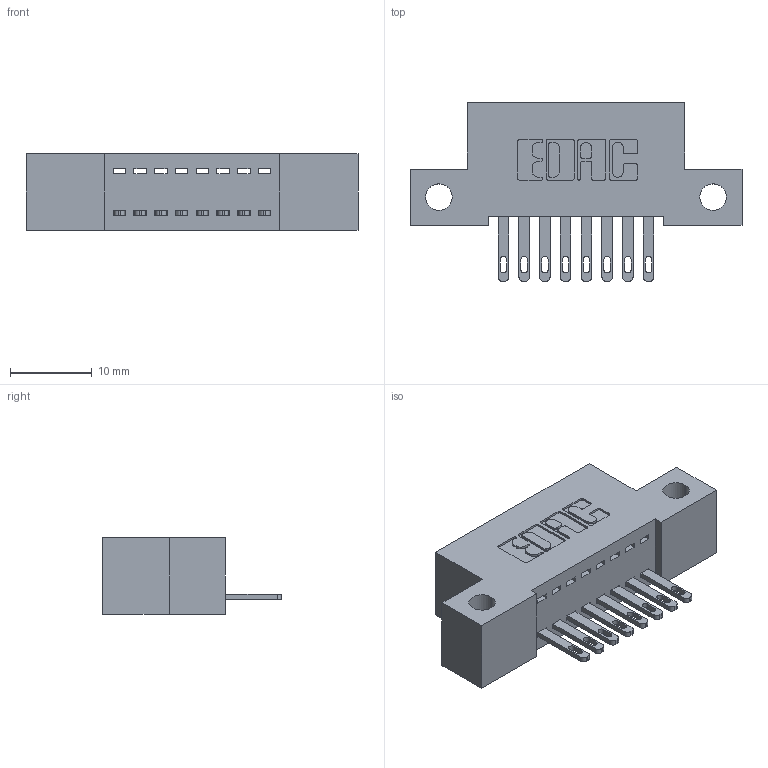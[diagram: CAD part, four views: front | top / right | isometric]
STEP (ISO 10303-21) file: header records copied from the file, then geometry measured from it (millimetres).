
FILE_DESCRIPTION (( 'STEP AP203' ), '1' );
FILE_NAME ('892-008-500-112.STEP', '2020-09-21T12:40:07', ( '' ), ( '' ), 'SwSTEP 2.0', 'SolidWorks 2020', '' );
FILE_SCHEMA (( 'CONFIG_CONTROL_DESIGN' ));
Length unit declared in the file: inch
Products named in the file (3): 842 Part_Side Mount; 892-008-500-112; 345-292-001_345-293-100
Assembly tree (9 placements, depth 2):
  892-008-500-112
    842 Part_Side Mount
    345-292-001_345-293-100  x8
Bounding box: 40.64 x 21.85 x 9.4 mm (x, y, z)
Volume: 3369.1 mm3; surface area: 4165.2 mm2
Topology: 9 solids, 9 shells, 542 faces, 1643 edges, 1094 vertices
Faces by surface type: plane 354, cylinder 188
Entity records: 9089 total; most frequent: CARTESIAN_POINT 1578, ORIENTED_EDGE 1522, DIRECTION 1401, EDGE_CURVE 761, VECTOR 629, LINE 629, VERTEX_POINT 506, AXIS2_PLACEMENT_3D 386
